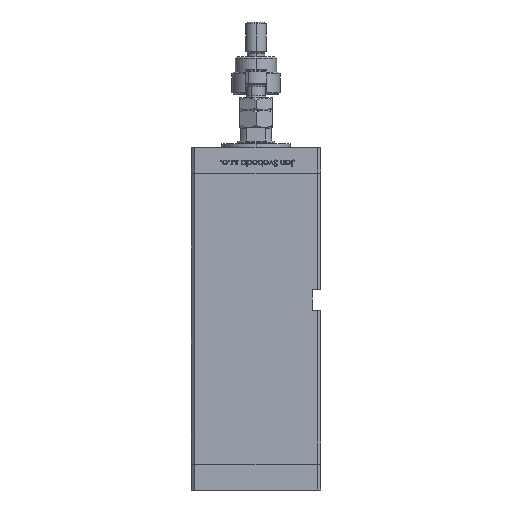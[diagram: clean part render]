
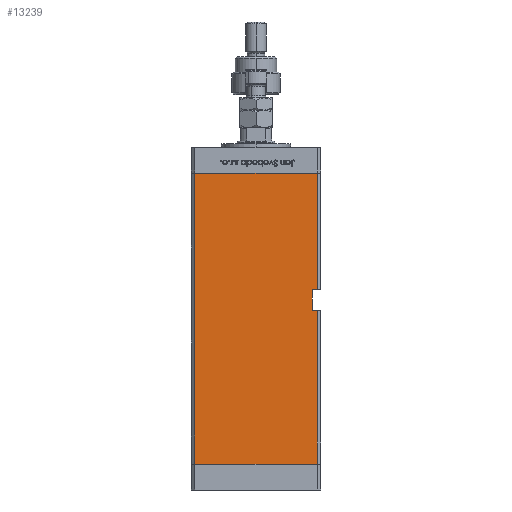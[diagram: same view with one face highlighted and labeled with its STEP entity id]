
A CAD part, left-side view. The second image highlights one B-rep face of the part: STEP entity #13239.
In plain terms, the highlighted planar face has unit normal (-1, 0, 0).
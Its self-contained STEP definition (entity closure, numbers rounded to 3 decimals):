
#213 = CARTESIAN_POINT ( 'NONE',  ( -42.5, -32.5, 89. ) ) ;
#1530 = VECTOR ( 'NONE', #29373, 1000. ) ;
#1575 = ORIENTED_EDGE ( 'NONE', *, *, #17672, .F. ) ;
#2454 = VERTEX_POINT ( 'NONE', #39861 ) ;
#2812 = DIRECTION ( 'NONE',  ( 1., 0., 0. ) ) ;
#2877 = CARTESIAN_POINT ( 'NONE',  ( -42.5, -35.5, 89. ) ) ;
#4407 = EDGE_CURVE ( 'NONE', #34447, #5465, #44728, .T. ) ;
#5014 = EDGE_CURVE ( 'NONE', #5516, #12160, #38413, .T. ) ;
#5460 = AXIS2_PLACEMENT_3D ( 'NONE', #10769, #2812, #36519 ) ;
#5465 = VERTEX_POINT ( 'NONE', #48444 ) ;
#5516 = VERTEX_POINT ( 'NONE', #15031 ) ;
#6339 = ORIENTED_EDGE ( 'NONE', *, *, #51987, .F. ) ;
#7075 = FACE_OUTER_BOUND ( 'NONE', #30643, .T. ) ;
#8903 = LINE ( 'NONE', #21098, #14055 ) ;
#8978 = DIRECTION ( 'NONE',  ( 0., 0., -1. ) ) ;
#9257 = CARTESIAN_POINT ( 'NONE',  ( -42.5, -35.5, 168.5 ) ) ;
#10769 = CARTESIAN_POINT ( 'NONE',  ( -42.5, 35.5, 168.5 ) ) ;
#11496 = VERTEX_POINT ( 'NONE', #49239 ) ;
#11791 = VECTOR ( 'NONE', #8978, 1000. ) ;
#11976 = CARTESIAN_POINT ( 'NONE',  ( -42.5, -35.5, 168.5 ) ) ;
#12160 = VERTEX_POINT ( 'NONE', #20870 ) ;
#12938 = VERTEX_POINT ( 'NONE', #2877 ) ;
#13239 = ADVANCED_FACE ( 'NONE', ( #7075 ), #41598, .F. ) ;
#14055 = VECTOR ( 'NONE', #34115, 1000. ) ;
#15031 = CARTESIAN_POINT ( 'NONE',  ( -42.5, -32.5, 101. ) ) ;
#16921 = DIRECTION ( 'NONE',  ( 0., -1., 0. ) ) ;
#17672 = EDGE_CURVE ( 'NONE', #12938, #5465, #25971, .T. ) ;
#18154 = DIRECTION ( 'NONE',  ( 0., -1., 0. ) ) ;
#19412 = ORIENTED_EDGE ( 'NONE', *, *, #43799, .F. ) ;
#19906 = LINE ( 'NONE', #11976, #22844 ) ;
#20487 = VECTOR ( 'NONE', #16921, 1000. ) ;
#20870 = CARTESIAN_POINT ( 'NONE',  ( -42.5, -32.5, 89. ) ) ;
#21098 = CARTESIAN_POINT ( 'NONE',  ( -42.5, 35.5, 168.5 ) ) ;
#21327 = CARTESIAN_POINT ( 'NONE',  ( -42.5, 35.5, 168.5 ) ) ;
#21990 = CARTESIAN_POINT ( 'NONE',  ( -42.5, -32.5, 101. ) ) ;
#22658 = ORIENTED_EDGE ( 'NONE', *, *, #42688, .T. ) ;
#22844 = VECTOR ( 'NONE', #24436, 1000. ) ;
#24436 = DIRECTION ( 'NONE',  ( 0., 0., -1. ) ) ;
#24886 = VERTEX_POINT ( 'NONE', #25859 ) ;
#25859 = CARTESIAN_POINT ( 'NONE',  ( -42.5, 35.5, 168.5 ) ) ;
#25971 = LINE ( 'NONE', #9257, #11791 ) ;
#26505 = ORIENTED_EDGE ( 'NONE', *, *, #52406, .T. ) ;
#26835 = LINE ( 'NONE', #213, #54100 ) ;
#27250 = EDGE_CURVE ( 'NONE', #11496, #2454, #19906, .T. ) ;
#29373 = DIRECTION ( 'NONE',  ( 0., 0., -1. ) ) ;
#29932 = CARTESIAN_POINT ( 'NONE',  ( -42.5, -32.5, 101. ) ) ;
#30643 = EDGE_LOOP ( 'NONE', ( #1575, #6339, #32770, #22658, #40037, #19412, #26505, #49088 ) ) ;
#32770 = ORIENTED_EDGE ( 'NONE', *, *, #5014, .F. ) ;
#34115 = DIRECTION ( 'NONE',  ( 0., -1., 0. ) ) ;
#34447 = VERTEX_POINT ( 'NONE', #40456 ) ;
#35045 = DIRECTION ( 'NONE',  ( 0., -1., 0. ) ) ;
#36519 = DIRECTION ( 'NONE',  ( 0., 1., 0. ) ) ;
#38413 = LINE ( 'NONE', #29932, #1530 ) ;
#38963 = LINE ( 'NONE', #21990, #20487 ) ;
#39658 = CARTESIAN_POINT ( 'NONE',  ( -42.5, 35.5, 0. ) ) ;
#39861 = CARTESIAN_POINT ( 'NONE',  ( -42.5, -35.5, 101. ) ) ;
#40037 = ORIENTED_EDGE ( 'NONE', *, *, #27250, .F. ) ;
#40456 = CARTESIAN_POINT ( 'NONE',  ( -42.5, 35.5, 0. ) ) ;
#41598 = PLANE ( 'NONE',  #5460 ) ;
#42265 = LINE ( 'NONE', #21327, #54136 ) ;
#42688 = EDGE_CURVE ( 'NONE', #5516, #2454, #38963, .T. ) ;
#43799 = EDGE_CURVE ( 'NONE', #24886, #11496, #8903, .T. ) ;
#44728 = LINE ( 'NONE', #39658, #53936 ) ;
#46809 = DIRECTION ( 'NONE',  ( 0., 0., -1. ) ) ;
#48444 = CARTESIAN_POINT ( 'NONE',  ( -42.5, -35.5, 0. ) ) ;
#49088 = ORIENTED_EDGE ( 'NONE', *, *, #4407, .T. ) ;
#49239 = CARTESIAN_POINT ( 'NONE',  ( -42.5, -35.5, 168.5 ) ) ;
#51987 = EDGE_CURVE ( 'NONE', #12160, #12938, #26835, .T. ) ;
#52406 = EDGE_CURVE ( 'NONE', #24886, #34447, #42265, .T. ) ;
#53936 = VECTOR ( 'NONE', #18154, 1000. ) ;
#54100 = VECTOR ( 'NONE', #35045, 1000. ) ;
#54136 = VECTOR ( 'NONE', #46809, 1000. ) ;
